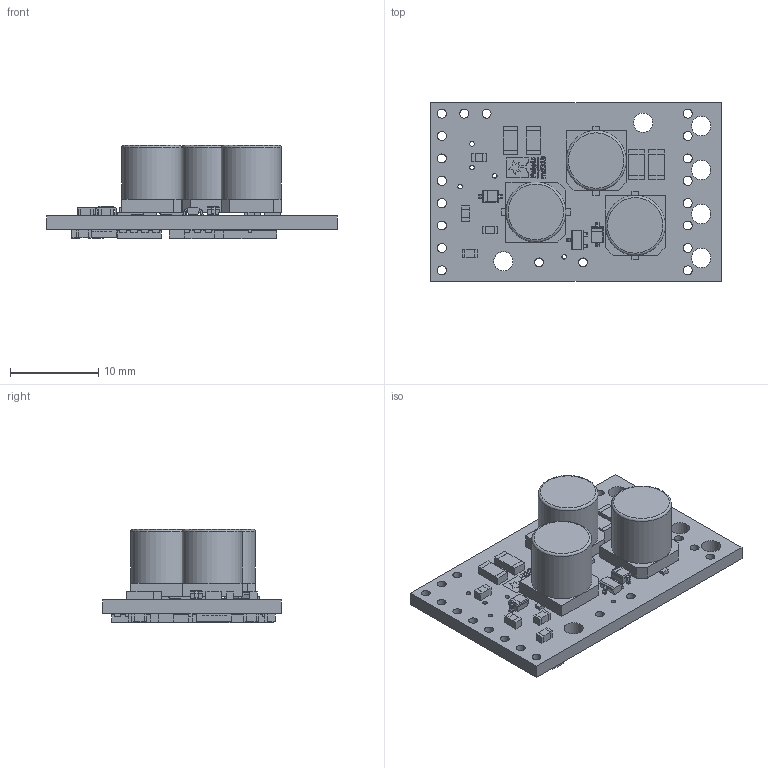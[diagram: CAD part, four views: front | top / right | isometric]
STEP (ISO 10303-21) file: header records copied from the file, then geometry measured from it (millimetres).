
FILE_DESCRIPTION (( 'STEP AP214' ), '1' );
FILE_NAME ('G2-high-power-motor-driver-md31b.step', '2017-04-27T23:27:55', ( '' ), ( '' ), 'SwSTEP 2.0', 'SolidWorks 2016', '' );
FILE_SCHEMA (( 'AUTOMOTIVE_DESIGN' ));
Length unit declared in the file: millimetre
Products named in the file (1): G2-high-power-motor-driver-md31b
Bounding box: 33.02 x 20.32 x 10.57 mm (x, y, z)
Volume: 2081.8 mm3; surface area: 2774.5 mm2
Topology: 1 solids, 1 shells, 1170 faces, 3300 edges, 2168 vertices
Faces by surface type: plane 951, bspline 147, cylinder 69, torus 3
Full cylindrical faces by diameter (mm): 0.25 x1, 0.508 x5, 1.016 x20, 2.184 x6, 6.8 x3
Entity records: 55096 total; most frequent: CARTESIAN_POINT 12838, ORIENTED_EDGE 6524, DIRECTION 5124, EDGE_CURVE 3262, VECTOR 2776, LINE 2776, VERTEX_POINT 2168, EDGE_LOOP 1360
